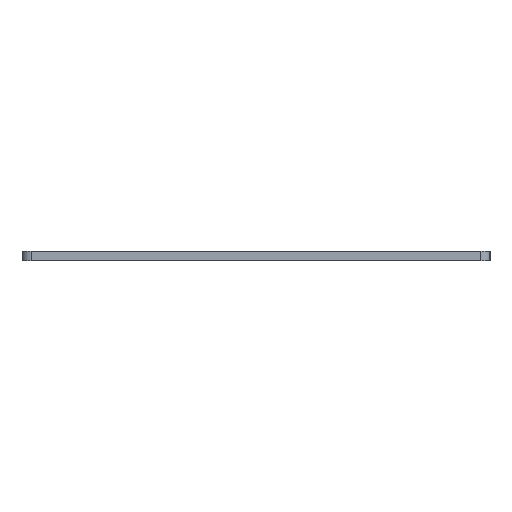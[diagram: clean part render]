
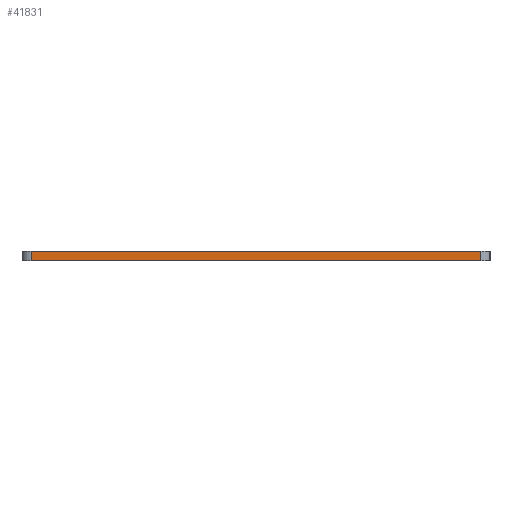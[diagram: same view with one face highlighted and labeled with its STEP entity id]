
A CAD part, left-side view. The second image highlights one B-rep face of the part: STEP entity #41831.
In plain terms, the highlighted planar face has unit normal (-1, 0, 0).
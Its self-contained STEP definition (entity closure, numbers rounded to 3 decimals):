
#83 = PLANE('',#84);
#84 = AXIS2_PLACEMENT_3D('',#85,#86,#87);
#85 = CARTESIAN_POINT('',(136.525,-69.85,1.6));
#86 = DIRECTION('',(-0.,-0.,-1.));
#87 = DIRECTION('',(-1.,0.,0.));
#137 = PLANE('',#138);
#138 = AXIS2_PLACEMENT_3D('',#139,#140,#141);
#139 = CARTESIAN_POINT('',(136.525,-69.85,0.));
#140 = DIRECTION('',(-0.,-0.,-1.));
#141 = DIRECTION('',(-1.,0.,0.));
#350 = VERTEX_POINT('',#351);
#351 = CARTESIAN_POINT('',(30.163,-107.95,0.));
#370 = CYLINDRICAL_SURFACE('',#371,1.588);
#371 = AXIS2_PLACEMENT_3D('',#372,#373,#374);
#372 = CARTESIAN_POINT('',(31.75,-107.95,0.));
#373 = DIRECTION('',(-0.,-0.,-1.));
#374 = DIRECTION('',(1.,0.,-0.));
#382 = EDGE_CURVE('',#350,#383,#385,.T.);
#383 = VERTEX_POINT('',#384);
#384 = CARTESIAN_POINT('',(30.163,-31.75,0.));
#385 = SURFACE_CURVE('',#386,(#390,#397),.PCURVE_S1.);
#386 = LINE('',#387,#388);
#387 = CARTESIAN_POINT('',(30.163,-107.95,0.));
#388 = VECTOR('',#389,1.);
#389 = DIRECTION('',(0.,1.,0.));
#390 = PCURVE('',#137,#391);
#391 = DEFINITIONAL_REPRESENTATION('',(#392),#396);
#392 = LINE('',#393,#394);
#393 = CARTESIAN_POINT('',(106.363,-38.1));
#394 = VECTOR('',#395,1.);
#395 = DIRECTION('',(0.,1.));
#396 = ( GEOMETRIC_REPRESENTATION_CONTEXT(2) 
PARAMETRIC_REPRESENTATION_CONTEXT() REPRESENTATION_CONTEXT('2D SPACE',''
  ) );
#397 = PCURVE('',#398,#403);
#398 = PLANE('',#399);
#399 = AXIS2_PLACEMENT_3D('',#400,#401,#402);
#400 = CARTESIAN_POINT('',(30.163,-107.95,0.));
#401 = DIRECTION('',(-1.,0.,0.));
#402 = DIRECTION('',(0.,1.,0.));
#403 = DEFINITIONAL_REPRESENTATION('',(#404),#408);
#404 = LINE('',#405,#406);
#405 = CARTESIAN_POINT('',(0.,0.));
#406 = VECTOR('',#407,1.);
#407 = DIRECTION('',(1.,0.));
#408 = ( GEOMETRIC_REPRESENTATION_CONTEXT(2) 
PARAMETRIC_REPRESENTATION_CONTEXT() REPRESENTATION_CONTEXT('2D SPACE',''
  ) );
#431 = CYLINDRICAL_SURFACE('',#432,1.588);
#432 = AXIS2_PLACEMENT_3D('',#433,#434,#435);
#433 = CARTESIAN_POINT('',(31.75,-31.75,0.));
#434 = DIRECTION('',(-0.,-0.,-1.));
#435 = DIRECTION('',(1.,0.,-0.));
#22684 = VERTEX_POINT('',#22685);
#22685 = CARTESIAN_POINT('',(30.163,-107.95,1.6));
#22711 = EDGE_CURVE('',#22684,#22712,#22714,.T.);
#22712 = VERTEX_POINT('',#22713);
#22713 = CARTESIAN_POINT('',(30.163,-31.75,1.6));
#22714 = SURFACE_CURVE('',#22715,(#22719,#22726),.PCURVE_S1.);
#22715 = LINE('',#22716,#22717);
#22716 = CARTESIAN_POINT('',(30.163,-107.95,1.6));
#22717 = VECTOR('',#22718,1.);
#22718 = DIRECTION('',(0.,1.,0.));
#22719 = PCURVE('',#83,#22720);
#22720 = DEFINITIONAL_REPRESENTATION('',(#22721),#22725);
#22721 = LINE('',#22722,#22723);
#22722 = CARTESIAN_POINT('',(106.363,-38.1));
#22723 = VECTOR('',#22724,1.);
#22724 = DIRECTION('',(0.,1.));
#22725 = ( GEOMETRIC_REPRESENTATION_CONTEXT(2) 
PARAMETRIC_REPRESENTATION_CONTEXT() REPRESENTATION_CONTEXT('2D SPACE',''
  ) );
#22726 = PCURVE('',#398,#22727);
#22727 = DEFINITIONAL_REPRESENTATION('',(#22728),#22732);
#22728 = LINE('',#22729,#22730);
#22729 = CARTESIAN_POINT('',(0.,-1.6));
#22730 = VECTOR('',#22731,1.);
#22731 = DIRECTION('',(1.,0.));
#22732 = ( GEOMETRIC_REPRESENTATION_CONTEXT(2) 
PARAMETRIC_REPRESENTATION_CONTEXT() REPRESENTATION_CONTEXT('2D SPACE',''
  ) );
#41783 = EDGE_CURVE('',#383,#22712,#41784,.T.);
#41784 = SURFACE_CURVE('',#41785,(#41789,#41796),.PCURVE_S1.);
#41785 = LINE('',#41786,#41787);
#41786 = CARTESIAN_POINT('',(30.163,-31.75,0.));
#41787 = VECTOR('',#41788,1.);
#41788 = DIRECTION('',(0.,0.,1.));
#41789 = PCURVE('',#431,#41790);
#41790 = DEFINITIONAL_REPRESENTATION('',(#41791),#41795);
#41791 = LINE('',#41792,#41793);
#41792 = CARTESIAN_POINT('',(-3.142,0.));
#41793 = VECTOR('',#41794,1.);
#41794 = DIRECTION('',(-0.,-1.));
#41795 = ( GEOMETRIC_REPRESENTATION_CONTEXT(2) 
PARAMETRIC_REPRESENTATION_CONTEXT() REPRESENTATION_CONTEXT('2D SPACE',''
  ) );
#41796 = PCURVE('',#398,#41797);
#41797 = DEFINITIONAL_REPRESENTATION('',(#41798),#41802);
#41798 = LINE('',#41799,#41800);
#41799 = CARTESIAN_POINT('',(76.2,0.));
#41800 = VECTOR('',#41801,1.);
#41801 = DIRECTION('',(0.,-1.));
#41802 = ( GEOMETRIC_REPRESENTATION_CONTEXT(2) 
PARAMETRIC_REPRESENTATION_CONTEXT() REPRESENTATION_CONTEXT('2D SPACE',''
  ) );
#41808 = EDGE_CURVE('',#350,#22684,#41809,.T.);
#41809 = SURFACE_CURVE('',#41810,(#41814,#41821),.PCURVE_S1.);
#41810 = LINE('',#41811,#41812);
#41811 = CARTESIAN_POINT('',(30.163,-107.95,0.));
#41812 = VECTOR('',#41813,1.);
#41813 = DIRECTION('',(0.,0.,1.));
#41814 = PCURVE('',#370,#41815);
#41815 = DEFINITIONAL_REPRESENTATION('',(#41816),#41820);
#41816 = LINE('',#41817,#41818);
#41817 = CARTESIAN_POINT('',(-3.142,0.));
#41818 = VECTOR('',#41819,1.);
#41819 = DIRECTION('',(-0.,-1.));
#41820 = ( GEOMETRIC_REPRESENTATION_CONTEXT(2) 
PARAMETRIC_REPRESENTATION_CONTEXT() REPRESENTATION_CONTEXT('2D SPACE',''
  ) );
#41821 = PCURVE('',#398,#41822);
#41822 = DEFINITIONAL_REPRESENTATION('',(#41823),#41827);
#41823 = LINE('',#41824,#41825);
#41824 = CARTESIAN_POINT('',(0.,0.));
#41825 = VECTOR('',#41826,1.);
#41826 = DIRECTION('',(0.,-1.));
#41827 = ( GEOMETRIC_REPRESENTATION_CONTEXT(2) 
PARAMETRIC_REPRESENTATION_CONTEXT() REPRESENTATION_CONTEXT('2D SPACE',''
  ) );
#41831 = ADVANCED_FACE('',(#41832),#398,.T.);
#41832 = FACE_BOUND('',#41833,.T.);
#41833 = EDGE_LOOP('',(#41834,#41835,#41836,#41837));
#41834 = ORIENTED_EDGE('',*,*,#41808,.T.);
#41835 = ORIENTED_EDGE('',*,*,#22711,.T.);
#41836 = ORIENTED_EDGE('',*,*,#41783,.F.);
#41837 = ORIENTED_EDGE('',*,*,#382,.F.);
